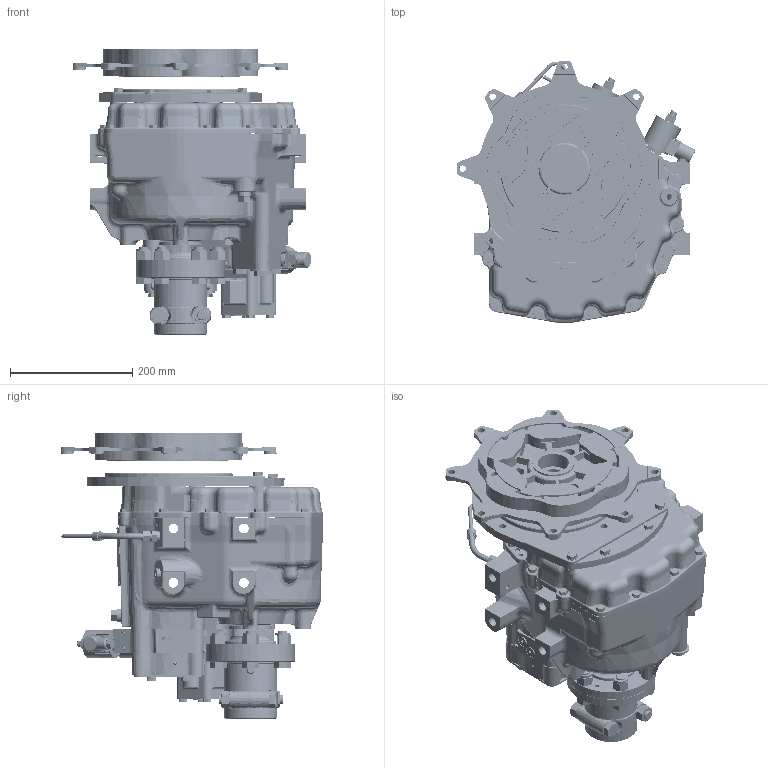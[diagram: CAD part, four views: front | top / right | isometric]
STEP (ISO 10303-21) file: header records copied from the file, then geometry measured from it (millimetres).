
FILE_DESCRIPTION (( 'STEP AP214' ), '1' );
FILE_NAME ('PX13021G.step', '2023-07-25T07:48:08', ( '' ), ( '' ), 'SwSTEP 2.0', 'SolidWorks 2019', '' );
FILE_SCHEMA (( 'AUTOMOTIVE_DESIGN' ));
Length unit declared in the file: metre
Products named in the file (1): PX13021G
Bounding box: 391.02 x 429.78 x 467.88 mm (x, y, z)
Surface area: 1357704.7 mm2 (no closed solid volume)
Topology: 0 solids, 191 shells, 3562 faces, 12868 edges, 9156 vertices
Faces by surface type: plane 975, cylinder 912, bspline 693, cone 625, torus 277, sphere 80
Entity records: 216308 total; most frequent: CARTESIAN_POINT 75160, ORIENTED_EDGE 20364, DIRECTION 20180, EDGE_CURVE 12764, VERTEX_POINT 9147, AXIS2_PLACEMENT_3D 7983, CIRCLE 5113, LINE 4214
